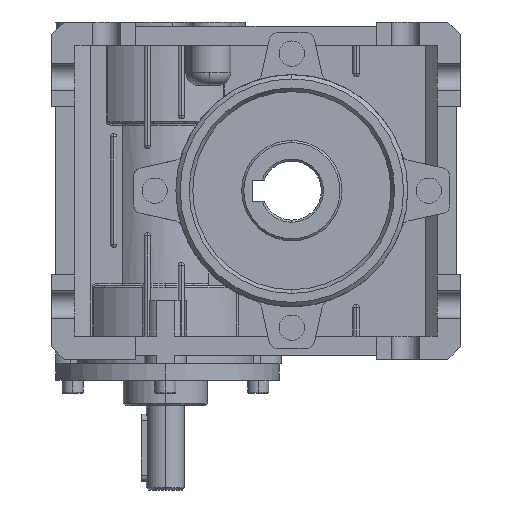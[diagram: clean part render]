
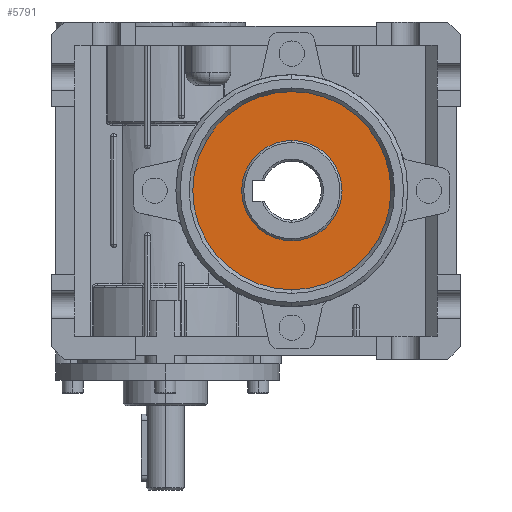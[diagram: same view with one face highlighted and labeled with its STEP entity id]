
A CAD part, left-side view. The second image highlights one B-rep face of the part: STEP entity #5791.
In plain terms, the highlighted planar face has unit normal (-1, 0, 0).
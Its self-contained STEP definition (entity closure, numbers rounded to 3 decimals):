
#153 = EDGE_CURVE ( 'NONE', #15510, #9507, #13146, .T. ) ;
#609 = AXIS2_PLACEMENT_3D ( 'NONE', #23863, #10332, #26132 ) ;
#1350 = CARTESIAN_POINT ( 'NONE',  ( -30., 23.5, 0. ) ) ;
#2433 = DIRECTION ( 'NONE',  ( -1., 0., 0. ) ) ;
#3345 = DIRECTION ( 'NONE',  ( 1., 0., 0. ) ) ;
#3530 = CARTESIAN_POINT ( 'NONE',  ( -30., 0., -11.9 ) ) ;
#4805 = ORIENTED_EDGE ( 'NONE', *, *, #27621, .T. ) ;
#5537 = AXIS2_PLACEMENT_3D ( 'NONE', #16868, #3345, #19144 ) ;
#5766 = EDGE_CURVE ( 'NONE', #10256, #10792, #9851, .T. ) ;
#5791 = ADVANCED_FACE ( 'NONE', ( #15119, #21146 ), #21604, .T. ) ;
#6264 = CARTESIAN_POINT ( 'NONE',  ( -30., 0., 11.9 ) ) ;
#6531 = EDGE_LOOP ( 'NONE', ( #10360, #19684 ) ) ;
#6655 = EDGE_LOOP ( 'NONE', ( #4805, #15597 ) ) ;
#8147 = AXIS2_PLACEMENT_3D ( 'NONE', #1350, #8152, #23957 ) ;
#8152 = DIRECTION ( 'NONE',  ( -1., 0., 0. ) ) ;
#9507 = VERTEX_POINT ( 'NONE', #23567 ) ;
#9851 = CIRCLE ( 'NONE', #609, 11.9 ) ;
#9888 = CIRCLE ( 'NONE', #20659, 23.5 ) ;
#10256 = VERTEX_POINT ( 'NONE', #3530 ) ;
#10332 = DIRECTION ( 'NONE',  ( 1., 0., 0. ) ) ;
#10360 = ORIENTED_EDGE ( 'NONE', *, *, #12274, .T. ) ;
#10792 = VERTEX_POINT ( 'NONE', #6264 ) ;
#12274 = EDGE_CURVE ( 'NONE', #9507, #15510, #9888, .T. ) ;
#13146 = CIRCLE ( 'NONE', #24687, 23.5 ) ;
#15119 = FACE_OUTER_BOUND ( 'NONE', #6531, .T. ) ;
#15510 = VERTEX_POINT ( 'NONE', #22072 ) ;
#15597 = ORIENTED_EDGE ( 'NONE', *, *, #5766, .T. ) ;
#15951 = CARTESIAN_POINT ( 'NONE',  ( -30., 0., 0. ) ) ;
#16868 = CARTESIAN_POINT ( 'NONE',  ( -30., 0., 0. ) ) ;
#18215 = DIRECTION ( 'NONE',  ( 0., 0., 1. ) ) ;
#19144 = DIRECTION ( 'NONE',  ( 0., 0., 1. ) ) ;
#19684 = ORIENTED_EDGE ( 'NONE', *, *, #153, .T. ) ;
#20659 = AXIS2_PLACEMENT_3D ( 'NONE', #15951, #2433, #18215 ) ;
#21146 = FACE_BOUND ( 'NONE', #6655, .T. ) ;
#21604 = PLANE ( 'NONE',  #8147 ) ;
#22072 = CARTESIAN_POINT ( 'NONE',  ( -30., 0., 23.5 ) ) ;
#23567 = CARTESIAN_POINT ( 'NONE',  ( -30., 0., -23.5 ) ) ;
#23863 = CARTESIAN_POINT ( 'NONE',  ( -30., 0., 0. ) ) ;
#23957 = DIRECTION ( 'NONE',  ( 0., 0., -1. ) ) ;
#24437 = DIRECTION ( 'NONE',  ( -1., 0., 0. ) ) ;
#24687 = AXIS2_PLACEMENT_3D ( 'NONE', #28357, #24437, #26702 ) ;
#26132 = DIRECTION ( 'NONE',  ( 0., 0., 1. ) ) ;
#26702 = DIRECTION ( 'NONE',  ( 0., 0., 1. ) ) ;
#27621 = EDGE_CURVE ( 'NONE', #10792, #10256, #29005, .T. ) ;
#28357 = CARTESIAN_POINT ( 'NONE',  ( -30., 0., 0. ) ) ;
#29005 = CIRCLE ( 'NONE', #5537, 11.9 ) ;
